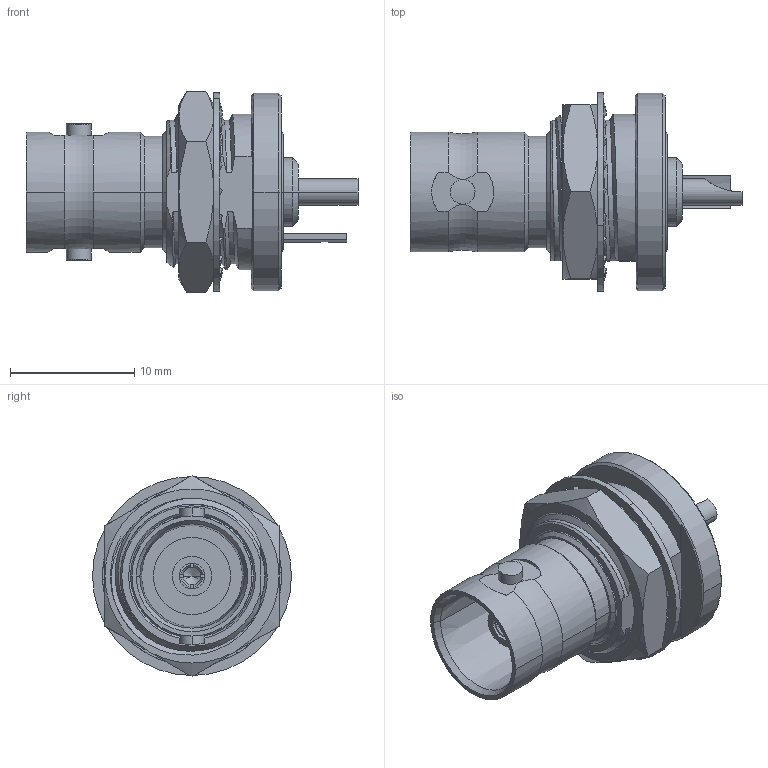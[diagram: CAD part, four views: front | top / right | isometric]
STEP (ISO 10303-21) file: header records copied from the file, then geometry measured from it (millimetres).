
FILE_DESCRIPTION((''),'2;1');
FILE_NAME('112624_SW0002','2020-08-24T17:15:09',('Kaviyarasan'),(''),'CREO PARAMETRIC BY PTC INC, 2019444','CREO PARAMETRIC BY PTC INC, 2019444','');
FILE_SCHEMA(('CONFIG_CONTROL_DESIGN'));
Length unit declared in the file: millimetre
Products named in the file (1): 112624_SW0002
Bounding box: 26.7 x 16 x 16.17 mm (x, y, z)
Volume: 1803 mm3; surface area: 2150.6 mm2
Topology: 1 solids, 1 shells, 320 faces, 1053 edges, 702 vertices
Faces by surface type: bspline 122, cylinder 98, plane 50, cone 48, torus 2
Entity records: 17980 total; most frequent: CARTESIAN_POINT 9804, ORIENTED_EDGE 2102, DIRECTION 1157, EDGE_CURVE 1051, VERTEX_POINT 702, B_SPLINE_CURVE_WITH_KNOTS 500, AXIS2_PLACEMENT_3D 408, VECTOR 341
